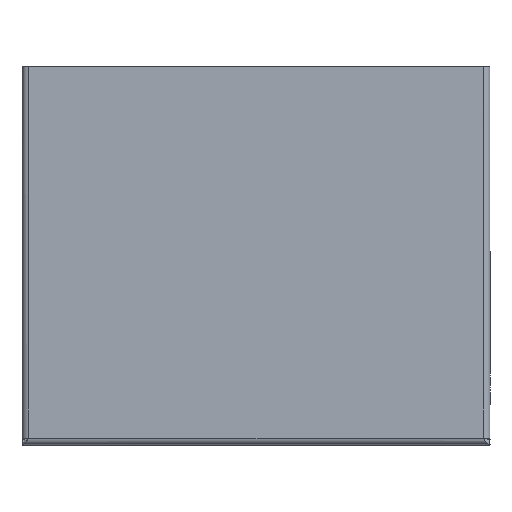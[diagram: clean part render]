
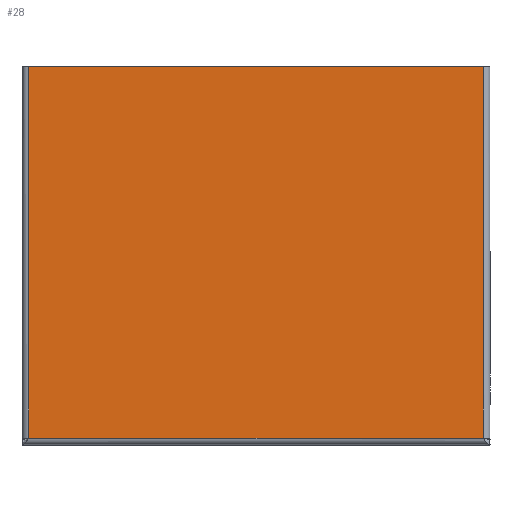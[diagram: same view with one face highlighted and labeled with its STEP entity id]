
A CAD part, top view. The second image highlights one B-rep face of the part: STEP entity #28.
In plain terms, the highlighted planar face has unit normal (0, 0, 1).
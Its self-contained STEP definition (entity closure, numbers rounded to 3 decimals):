
#28 = ADVANCED_FACE ( 'NONE', ( #2664 ), #139, .T. ) ;
#61 = DIRECTION ( 'NONE',  ( 1., 0., 0. ) ) ;
#66 = CARTESIAN_POINT ( 'NONE',  ( -40.186, -25.044, 30. ) ) ;
#139 = PLANE ( 'NONE',  #2191 ) ;
#217 = CARTESIAN_POINT ( 'NONE',  ( -40.186, 40.456, 30. ) ) ;
#262 = VECTOR ( 'NONE', #3280, 1000. ) ;
#368 = ORIENTED_EDGE ( 'NONE', *, *, #1902, .T. ) ;
#385 = CARTESIAN_POINT ( 'NONE',  ( 40.014, -25.044, 30. ) ) ;
#436 = EDGE_LOOP ( 'NONE', ( #914, #3709, #3014, #368 ) ) ;
#497 = EDGE_CURVE ( 'NONE', #1673, #3466, #3404, .T. ) ;
#696 = VERTEX_POINT ( 'NONE', #385 ) ;
#717 = DIRECTION ( 'NONE',  ( 1., 0., 0. ) ) ;
#914 = ORIENTED_EDGE ( 'NONE', *, *, #497, .T. ) ;
#1079 = LINE ( 'NONE', #2412, #1414 ) ;
#1389 = DIRECTION ( 'NONE',  ( 0., 1., 0. ) ) ;
#1412 = CARTESIAN_POINT ( 'NONE',  ( 40.014, 40.456, 30. ) ) ;
#1414 = VECTOR ( 'NONE', #61, 1000. ) ;
#1434 = CARTESIAN_POINT ( 'NONE',  ( -41.386, 40.456, 30. ) ) ;
#1673 = VERTEX_POINT ( 'NONE', #217 ) ;
#1689 = EDGE_CURVE ( 'NONE', #696, #2866, #3374, .T. ) ;
#1857 = CARTESIAN_POINT ( 'NONE',  ( 0., 0., 30. ) ) ;
#1902 = EDGE_CURVE ( 'NONE', #2866, #1673, #2160, .T. ) ;
#2025 = DIRECTION ( 'NONE',  ( -1., 0., 0. ) ) ;
#2160 = LINE ( 'NONE', #1434, #2993 ) ;
#2191 = AXIS2_PLACEMENT_3D ( 'NONE', #1857, #3306, #717 ) ;
#2412 = CARTESIAN_POINT ( 'NONE',  ( 40.014, -25.044, 30. ) ) ;
#2505 = VECTOR ( 'NONE', #1389, 1000. ) ;
#2664 = FACE_OUTER_BOUND ( 'NONE', #436, .T. ) ;
#2866 = VERTEX_POINT ( 'NONE', #3489 ) ;
#2993 = VECTOR ( 'NONE', #2025, 1000. ) ;
#3014 = ORIENTED_EDGE ( 'NONE', *, *, #1689, .T. ) ;
#3161 = EDGE_CURVE ( 'NONE', #3466, #696, #1079, .T. ) ;
#3280 = DIRECTION ( 'NONE',  ( 0., -1., 0. ) ) ;
#3306 = DIRECTION ( 'NONE',  ( 0., 0., 1. ) ) ;
#3361 = CARTESIAN_POINT ( 'NONE',  ( -40.186, -25.044, 30. ) ) ;
#3374 = LINE ( 'NONE', #1412, #2505 ) ;
#3404 = LINE ( 'NONE', #66, #262 ) ;
#3466 = VERTEX_POINT ( 'NONE', #3361 ) ;
#3489 = CARTESIAN_POINT ( 'NONE',  ( 40.014, 40.456, 30. ) ) ;
#3709 = ORIENTED_EDGE ( 'NONE', *, *, #3161, .T. ) ;
